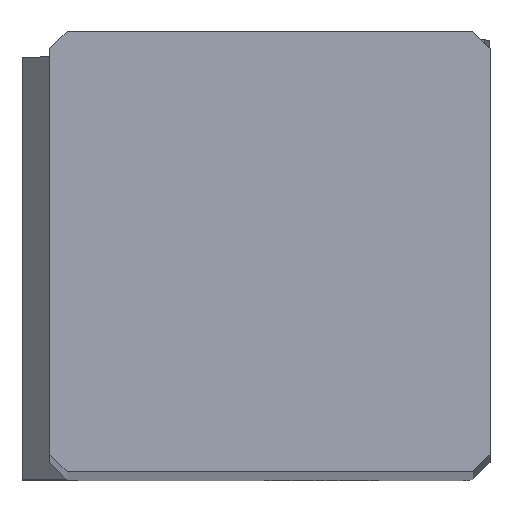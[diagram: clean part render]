
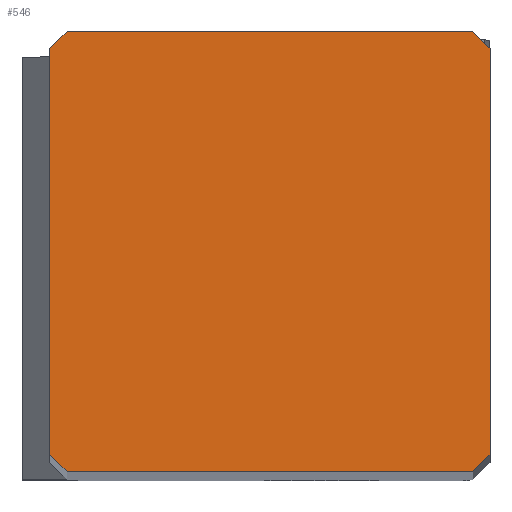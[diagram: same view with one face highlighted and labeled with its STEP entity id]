
A CAD part, top view. The second image highlights one B-rep face of the part: STEP entity #546.
In plain terms, the highlighted planar face has unit normal (0, 0, 1).
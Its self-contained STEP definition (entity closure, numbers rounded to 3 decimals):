
#474=FACE_OUTER_BOUND('',#665,.T.);
#546=ADVANCED_FACE('',(#474),#610,.T.);
#610=PLANE('',#1997);
#665=EDGE_LOOP('',(#849,#850,#851,#852,#853,#854,#855,#856));
#849=ORIENTED_EDGE('',*,*,#1341,.F.);
#850=ORIENTED_EDGE('',*,*,#1342,.F.);
#851=ORIENTED_EDGE('',*,*,#1343,.T.);
#852=ORIENTED_EDGE('',*,*,#1344,.F.);
#853=ORIENTED_EDGE('',*,*,#1316,.F.);
#854=ORIENTED_EDGE('',*,*,#1313,.F.);
#855=ORIENTED_EDGE('',*,*,#1308,.T.);
#856=ORIENTED_EDGE('',*,*,#1338,.F.);
#1158=VERTEX_POINT('',#2650);
#1159=VERTEX_POINT('',#2652);
#1163=VERTEX_POINT('',#2662);
#1165=VERTEX_POINT('',#2668);
#1183=VERTEX_POINT('',#2711);
#1184=VERTEX_POINT('',#2715);
#1185=VERTEX_POINT('',#2719);
#1186=VERTEX_POINT('',#2721);
#1308=EDGE_CURVE('',#1159,#1158,#1617,.T.);
#1313=EDGE_CURVE('',#1159,#1163,#1620,.T.);
#1316=EDGE_CURVE('',#1163,#1165,#1623,.T.);
#1338=EDGE_CURVE('',#1183,#1158,#1642,.T.);
#1341=EDGE_CURVE('',#1184,#1183,#1645,.T.);
#1342=EDGE_CURVE('',#1185,#1184,#1646,.T.);
#1343=EDGE_CURVE('',#1185,#1186,#1647,.T.);
#1344=EDGE_CURVE('',#1165,#1186,#1648,.T.);
#1617=LINE('',#2651,#1738);
#1620=LINE('',#2661,#1741);
#1623=LINE('',#2667,#1744);
#1642=LINE('',#2710,#1763);
#1645=LINE('',#2716,#1766);
#1646=LINE('',#2718,#1767);
#1647=LINE('',#2720,#1768);
#1648=LINE('',#2722,#1769);
#1738=VECTOR('',#2227,1.);
#1741=VECTOR('',#2236,1.);
#1744=VECTOR('',#2241,1.);
#1763=VECTOR('',#2272,1.);
#1766=VECTOR('',#2277,1.);
#1767=VECTOR('',#2280,1.);
#1768=VECTOR('',#2281,1.);
#1769=VECTOR('',#2282,1.);
#1997=AXIS2_PLACEMENT_3D('',#2723,#2283,#2284);
#2227=DIRECTION('',(1.,0.,0.));
#2236=DIRECTION('',(-0.707,0.707,0.));
#2241=DIRECTION('',(0.,1.,0.));
#2272=DIRECTION('',(-0.707,-0.707,0.));
#2277=DIRECTION('',(0.,-1.,0.));
#2280=DIRECTION('',(0.707,-0.707,0.));
#2281=DIRECTION('',(-1.,0.,0.));
#2282=DIRECTION('',(0.707,0.707,0.));
#2283=DIRECTION('',(0.,0.,1.));
#2284=DIRECTION('',(-1.,0.,0.));
#2650=CARTESIAN_POINT('',(12.2,0.,0.));
#2651=CARTESIAN_POINT('',(0.5,0.,0.));
#2652=CARTESIAN_POINT('',(0.5,0.,0.));
#2661=CARTESIAN_POINT('',(0.5,0.,0.));
#2662=CARTESIAN_POINT('',(0.,0.5,0.));
#2667=CARTESIAN_POINT('',(0.,0.5,0.));
#2668=CARTESIAN_POINT('',(0.,12.2,0.));
#2710=CARTESIAN_POINT('',(12.7,0.5,0.));
#2711=CARTESIAN_POINT('',(12.7,0.5,0.));
#2715=CARTESIAN_POINT('',(12.7,12.2,0.));
#2716=CARTESIAN_POINT('',(12.7,12.2,0.));
#2718=CARTESIAN_POINT('',(12.2,12.7,0.));
#2719=CARTESIAN_POINT('',(12.2,12.7,0.));
#2720=CARTESIAN_POINT('',(12.2,12.7,0.));
#2721=CARTESIAN_POINT('',(0.5,12.7,0.));
#2722=CARTESIAN_POINT('',(0.,12.2,0.));
#2723=CARTESIAN_POINT('',(6.35,6.35,0.));
